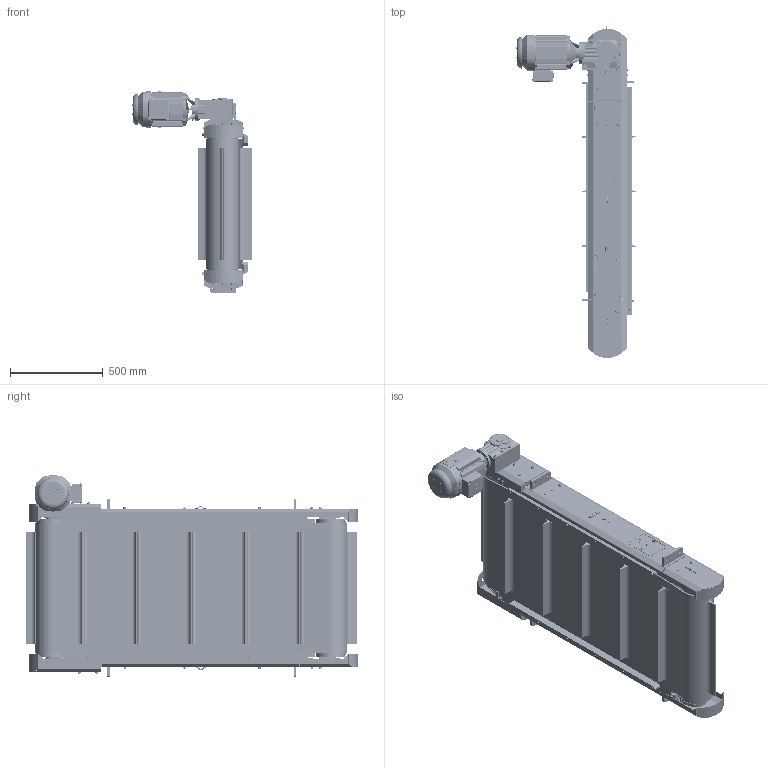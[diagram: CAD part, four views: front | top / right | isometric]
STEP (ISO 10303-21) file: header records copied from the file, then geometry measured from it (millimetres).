
FILE_DESCRIPTION(/* description */ (''),/* implementation_level */ '2;1');
FILE_NAME(/* name */ 'RONC100341.stp',/* time_stamp */ '2023-03-27T09:26:51+02:00',/* author */ ('PH'),/* organization */ (''),/* preprocessor_version */ 'ST-DEVELOPER v18.1',/* originating_system */ 'Autodesk Inventor 2021',/* authorisation */ '');
FILE_SCHEMA (('AUTOMOTIVE_DESIGN { 1 0 10303 214 3 1 1 }'));
Products named in the file (1): RONC100341
Bounding box: 647 x 1788.2 x 1088.1 mm (x, y, z)
Volume: 74578308.9 mm3; surface area: 16685225.3 mm2
Topology: 25 solids, 25 shells, 8092 faces, 21165 edges, 13552 vertices
Faces by surface type: plane 4766, cylinder 1710, bspline 803, cone 649, torus 138, sphere 26
Full cylindrical faces by diameter (mm): 3.15 x2, 4 x4, 4.917 x7, 5.459 x4, 6 x83, 6.4 x4, 6.5 x10, 6.6 x16, 6.647 x11, 6.917 x4, 7 x32, 7.318 x4, 7.323 x13, 8 x71, 8.376 x1, 8.4 x29, 8.5 x8, 8.566 x4, 8.7 x4, 9 x24, 9.188 x6, 9.59 x6, 9.6 x6, 10 x43, 10.5 x5, 11 x17, 11.4 x13, 12 x14, 12.5 x2, 13 x36
Entity records: 266754 total; most frequent: CARTESIAN_POINT 64721, ORIENTED_EDGE 42134, DIRECTION 37489, EDGE_CURVE 21067, VERTEX_POINT 13560, LINE 12911, VECTOR 12911, AXIS2_PLACEMENT_3D 12289
